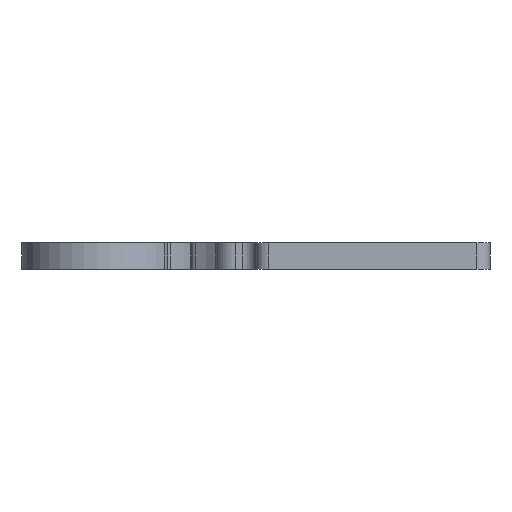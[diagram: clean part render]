
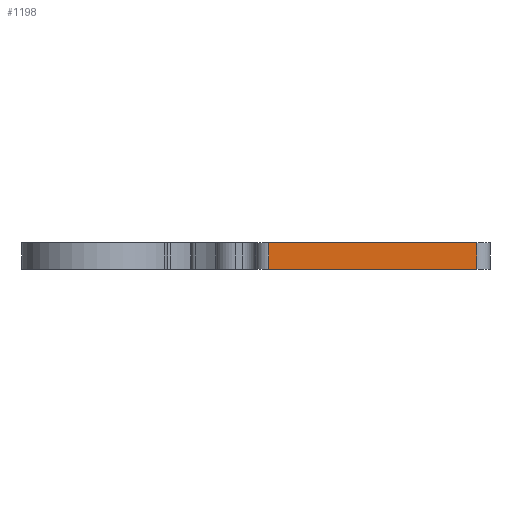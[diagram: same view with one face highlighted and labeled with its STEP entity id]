
A CAD part, left-side view. The second image highlights one B-rep face of the part: STEP entity #1198.
In plain terms, the highlighted planar face has unit normal (-1, 0, 0).
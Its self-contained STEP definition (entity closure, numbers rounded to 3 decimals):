
#298=CARTESIAN_POINT('',(-12.5,0.5,-0.5));
#299=VERTEX_POINT('',#298);
#307=CARTESIAN_POINT('',(-12.5,8.5,-0.5));
#308=VERTEX_POINT('',#307);
#309=CARTESIAN_POINT('',(-12.5,8.5,-0.5));
#310=DIRECTION('',(0.0,-1.0,0.0));
#311=VECTOR('',#310,8.0);
#312=LINE('',#309,#311);
#313=EDGE_CURVE('',#308,#299,#312,.T.);
#1155=CARTESIAN_POINT('',(-12.5,0.5,0.5));
#1156=VERTEX_POINT('',#1155);
#1164=CARTESIAN_POINT('',(-12.5,0.5,0.5));
#1165=DIRECTION('',(0.0,0.0,-1.0));
#1166=VECTOR('',#1165,1.0);
#1167=LINE('',#1164,#1166);
#1168=EDGE_CURVE('',#1156,#299,#1167,.T.);
#1175=CARTESIAN_POINT('',(-12.5,0.5,0.0));
#1176=DIRECTION('',(-1.0,0.0,0.0));
#1177=DIRECTION('',(0.0,0.0,1.0));
#1178=AXIS2_PLACEMENT_3D('',#1175,#1176,#1177);
#1179=PLANE('',#1178);
#1180=CARTESIAN_POINT('',(-12.5,8.5,0.5));
#1181=VERTEX_POINT('',#1180);
#1182=CARTESIAN_POINT('',(-12.5,0.5,0.5));
#1183=DIRECTION('',(0.0,1.0,0.0));
#1184=VECTOR('',#1183,8.0);
#1185=LINE('',#1182,#1184);
#1186=EDGE_CURVE('',#1156,#1181,#1185,.T.);
#1187=ORIENTED_EDGE('',*,*,#1186,.T.);
#1188=CARTESIAN_POINT('',(-12.5,8.5,0.5));
#1189=DIRECTION('',(0.0,0.0,-1.0));
#1190=VECTOR('',#1189,1.0);
#1191=LINE('',#1188,#1190);
#1192=EDGE_CURVE('',#1181,#308,#1191,.T.);
#1193=ORIENTED_EDGE('',*,*,#1192,.T.);
#1194=ORIENTED_EDGE('',*,*,#313,.T.);
#1195=ORIENTED_EDGE('',*,*,#1168,.F.);
#1196=EDGE_LOOP('',(#1187,#1193,#1194,#1195));
#1197=FACE_OUTER_BOUND('',#1196,.T.);
#1198=ADVANCED_FACE('',(#1197),#1179,.T.);
